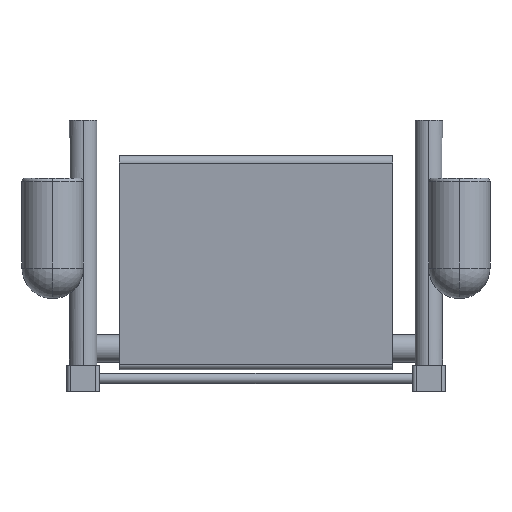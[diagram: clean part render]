
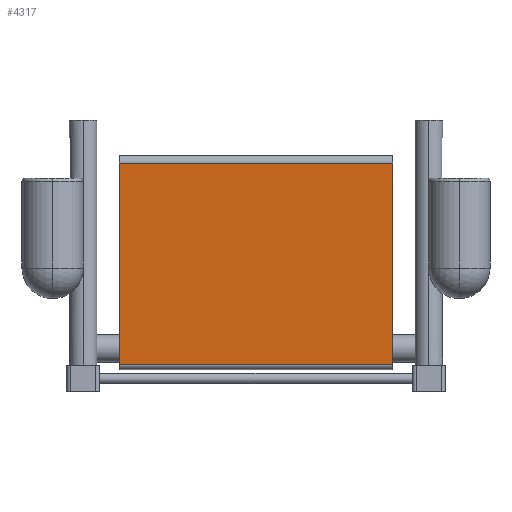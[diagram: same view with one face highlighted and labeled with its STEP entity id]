
A CAD part, left-side view. The second image highlights one B-rep face of the part: STEP entity #4317.
In plain terms, the highlighted planar face has unit normal (-0.997, 0, -0.083).
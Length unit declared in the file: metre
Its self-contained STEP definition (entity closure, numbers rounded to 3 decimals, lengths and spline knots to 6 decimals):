
#41 = VECTOR ( 'NONE', #3087, 1. ) ;
#83 = VERTEX_POINT ( 'NONE', #3567 ) ;
#218 = CARTESIAN_POINT ( 'NONE',  ( -0.061712, 0.38, 0.098334 ) ) ;
#246 = EDGE_LOOP ( 'NONE', ( #3240, #1404, #2075, #717 ) ) ;
#328 = VERTEX_POINT ( 'NONE', #541 ) ;
#345 = VECTOR ( 'NONE', #612, 1. ) ;
#518 = CARTESIAN_POINT ( 'NONE',  ( -0.061712, -0.38, 0.098334 ) ) ;
#541 = CARTESIAN_POINT ( 'NONE',  ( -0.014948, 0.38, -0.461249 ) ) ;
#612 = DIRECTION ( 'NONE',  ( -0.083, 0., 0.997 ) ) ;
#717 = ORIENTED_EDGE ( 'NONE', *, *, #2103, .T. ) ;
#875 = EDGE_CURVE ( 'NONE', #328, #4097, #1209, .T. ) ;
#1209 = LINE ( 'NONE', #218, #3244 ) ;
#1289 = FACE_OUTER_BOUND ( 'NONE', #246, .T. ) ;
#1404 = ORIENTED_EDGE ( 'NONE', *, *, #875, .F. ) ;
#1526 = LINE ( 'NONE', #2000, #345 ) ;
#1552 = PLANE ( 'NONE',  #3514 ) ;
#1795 = CARTESIAN_POINT ( 'NONE',  ( -0.014948, -0.38, -0.461249 ) ) ;
#1901 = VERTEX_POINT ( 'NONE', #2621 ) ;
#2000 = CARTESIAN_POINT ( 'NONE',  ( -0.061712, -0.38, 0.098334 ) ) ;
#2075 = ORIENTED_EDGE ( 'NONE', *, *, #4029, .F. ) ;
#2103 = EDGE_CURVE ( 'NONE', #1901, #83, #1526, .T. ) ;
#2395 = VECTOR ( 'NONE', #3170, 1. ) ;
#2621 = CARTESIAN_POINT ( 'NONE',  ( -0.014948, -0.38, -0.461249 ) ) ;
#2787 = CARTESIAN_POINT ( 'NONE',  ( -0.061712, 0.38, 0.098334 ) ) ;
#2825 = LINE ( 'NONE', #1795, #2395 ) ;
#3002 = DIRECTION ( 'NONE',  ( -0.083, 0., 0.997 ) ) ;
#3087 = DIRECTION ( 'NONE',  ( 0., 1., 0. ) ) ;
#3170 = DIRECTION ( 'NONE',  ( 0., 1., 0. ) ) ;
#3240 = ORIENTED_EDGE ( 'NONE', *, *, #3547, .T. ) ;
#3244 = VECTOR ( 'NONE', #3746, 1. ) ;
#3293 = DIRECTION ( 'NONE',  ( -0.997, 0., -0.083 ) ) ;
#3514 = AXIS2_PLACEMENT_3D ( 'NONE', #518, #3293, #3002 ) ;
#3547 = EDGE_CURVE ( 'NONE', #83, #4097, #4076, .T. ) ;
#3567 = CARTESIAN_POINT ( 'NONE',  ( -0.061712, -0.38, 0.098334 ) ) ;
#3746 = DIRECTION ( 'NONE',  ( -0.083, 0., 0.997 ) ) ;
#4029 = EDGE_CURVE ( 'NONE', #1901, #328, #2825, .T. ) ;
#4076 = LINE ( 'NONE', #4513, #41 ) ;
#4097 = VERTEX_POINT ( 'NONE', #2787 ) ;
#4317 = ADVANCED_FACE ( 'NONE', ( #1289 ), #1552, .T. ) ;
#4513 = CARTESIAN_POINT ( 'NONE',  ( -0.061712, -0.38, 0.098334 ) ) ;
